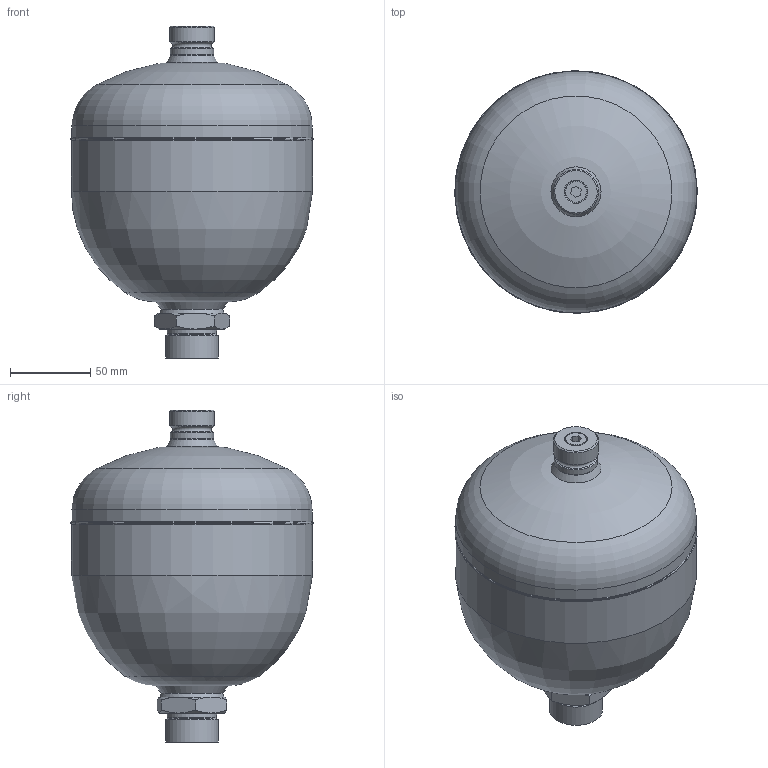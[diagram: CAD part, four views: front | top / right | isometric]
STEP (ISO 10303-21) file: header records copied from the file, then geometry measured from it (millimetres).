
FILE_DESCRIPTION(/* description */ ('Unknown'),/* implementation_level */ '2;1');
FILE_NAME(/* name */ 'AC.20400-001',/* time_stamp */ '2023-07-26T09:18:47+02:00',/* author */ ('Unknown'),/* organization */ ('Unknown'),/* preprocessor_version */ 'ST-DEVELOPER v18.102',/* originating_system */ 'Solid Edge',/* authorisation */ 'Unknown');
FILE_SCHEMA (('AUTOMOTIVE_DESIGN {1 0 10303 214 3 1 1}'));
Length unit declared in the file: millimetre
Products named in the file (10): 853_140.1315.043; BOTTOM COVER 1.4 160; E3_3; AMW-1.4-P-160-C-E3-8-M_1,395_1,403_Fillet 3_oa_0; WASHER_1; TOP COVER 1.4 160; G S N M28 X 1.5_9; M8 SCERW_6; EBM_1; AMW-1.4-P-160-C-E3-8-M_1,395_1,403_Fillet 3_oa_1
Assembly tree (9 placements, depth 2):
  853_140.1315.043
    BOTTOM COVER 1.4 160
    E3_3
    AMW-1.4-P-160-C-E3-8-M_1,395_1,403_Fillet 3_oa_0
    WASHER_1
    TOP COVER 1.4 160
    G S N M28 X 1.5_9
    M8 SCERW_6
    EBM_1
    AMW-1.4-P-160-C-E3-8-M_1,395_1,403_Fillet 3_oa_1
Bounding box: 150.98 x 150.98 x 206.59 mm (x, y, z)
Volume: 486101.9 mm3; surface area: 172521.1 mm2
Topology: 9 solids, 9 shells, 93 faces, 184 edges, 110 vertices
Faces by surface type: plane 34, cone 24, cylinder 21, torus 10, sphere 4
Full cylindrical faces by diameter (mm): 3 x1, 6.917 x1, 8 x2, 10.5 x1, 12.85 x1, 14 x1, 14.2 x1, 19 x2, 27 x1, 28 x1, 30.7 x1, 33 x1, 138 x2, 148.4 x1, 150 x4
Entity records: 2761 total; most frequent: CARTESIAN_POINT 466, DIRECTION 389, ORIENTED_EDGE 262, AXIS2_PLACEMENT_3D 179, EDGE_LOOP 157, FACE_BOUND 157, EDGE_CURVE 131, VERTEX_POINT 104
